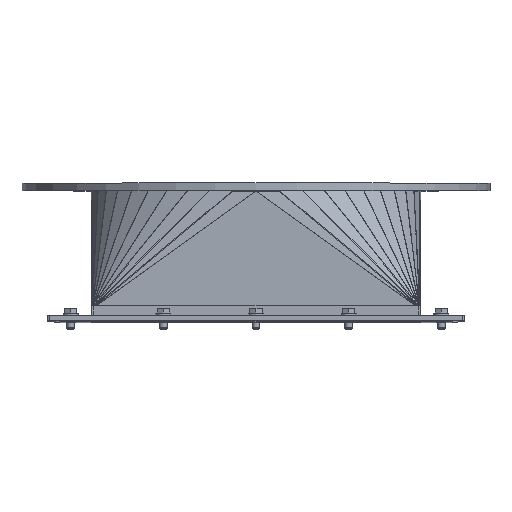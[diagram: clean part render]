
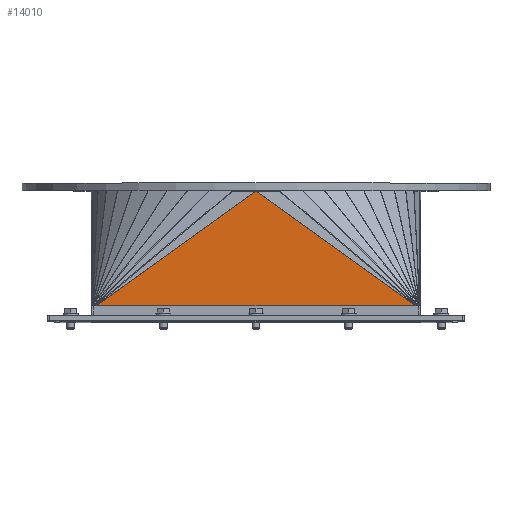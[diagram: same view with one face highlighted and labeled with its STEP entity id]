
A CAD part, top view. The second image highlights one B-rep face of the part: STEP entity #14010.
In plain terms, the highlighted planar face has unit normal (0, -0.006, 1).
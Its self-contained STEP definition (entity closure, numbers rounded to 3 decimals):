
#890=LINE('',#22939,#1756);
#968=LINE('',#23181,#1834);
#998=LINE('',#23252,#1864);
#999=LINE('',#23254,#1865);
#1756=VECTOR('',#17967,10.);
#1834=VECTOR('',#18251,10.);
#1864=VECTOR('',#18341,10.);
#1865=VECTOR('',#18344,10.);
#3752=FACE_OUTER_BOUND('',#4972,.T.);
#4972=EDGE_LOOP('',(#10783,#10784,#10785,#10786));
#6404=VERTEX_POINT('',#21816);
#6448=VERTEX_POINT('',#22372);
#6453=VERTEX_POINT('',#22450);
#6545=VERTEX_POINT('',#23178);
#7843=EDGE_CURVE('',#6448,#6404,#890,.T.);
#7970=EDGE_CURVE('',#6545,#6448,#968,.T.);
#8006=EDGE_CURVE('',#6453,#6404,#998,.T.);
#8007=EDGE_CURVE('',#6545,#6453,#999,.T.);
#10783=ORIENTED_EDGE('',*,*,#8007,.F.);
#10784=ORIENTED_EDGE('',*,*,#7970,.T.);
#10785=ORIENTED_EDGE('',*,*,#7843,.T.);
#10786=ORIENTED_EDGE('',*,*,#8006,.F.);
#12303=PLANE('',#15387);
#14010=ADVANCED_FACE('',(#3752),#12303,.F.);
#15387=AXIS2_PLACEMENT_3D('',#23253,#18342,#18343);
#17967=DIRECTION('',(1.,0.,0.));
#18251=DIRECTION('',(-0.812,-0.583,-0.003));
#18341=DIRECTION('',(0.812,-0.583,-0.003));
#18342=DIRECTION('center_axis',(0.,0.006,
-1.));
#18343=DIRECTION('ref_axis',(0.,-1.,-0.006));
#18344=DIRECTION('',(1.,0.,0.));
#21816=CARTESIAN_POINT('',(171.978,-124.515,176.998));
#22372=CARTESIAN_POINT('',(-171.978,-124.515,176.998));
#22450=CARTESIAN_POINT('',(0.005,-1.015,177.735));
#22939=CARTESIAN_POINT('',(-175.,-124.515,176.998));
#23178=CARTESIAN_POINT('',(-0.005,-1.015,177.735));
#23181=CARTESIAN_POINT('',(-0.005,-1.015,177.735));
#23252=CARTESIAN_POINT('',(0.005,-1.015,177.735));
#23253=CARTESIAN_POINT('Origin',(-0.005,-1.015,
177.735));
#23254=CARTESIAN_POINT('',(-0.214,-1.015,177.735));
